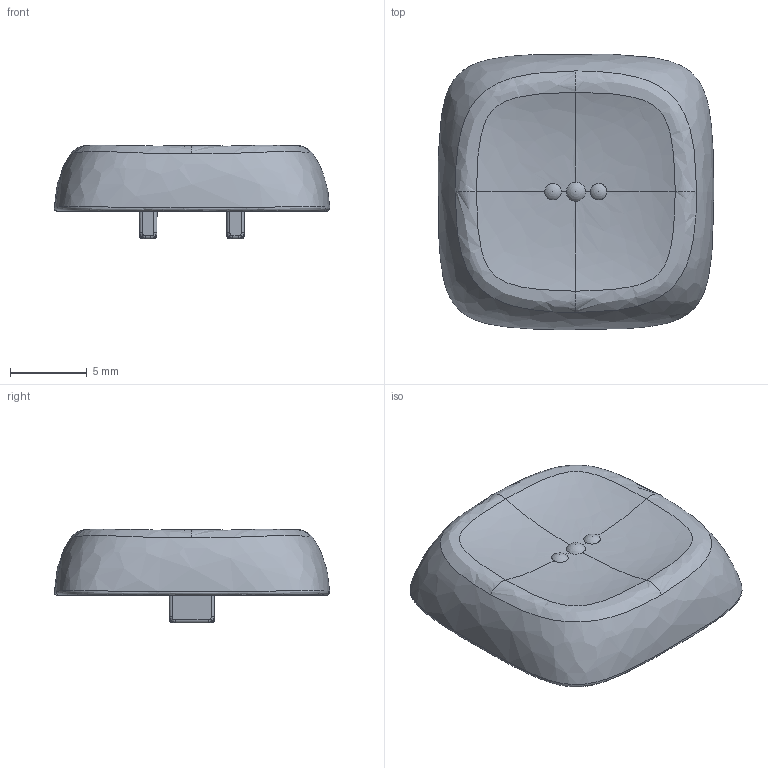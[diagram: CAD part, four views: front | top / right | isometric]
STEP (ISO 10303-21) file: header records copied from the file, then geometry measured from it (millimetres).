
FILE_DESCRIPTION(/* description */ (''),/* implementation_level */ '2;1');
FILE_NAME(/* name */ '[MX] Normal Homing v3.step',/* time_stamp */ '2025-05-10T15:27:37+07:00',/* author */ (''),/* organization */ (''),/* preprocessor_version */ 'ST-DEVELOPER v20.1',/* originating_system */ 'Autodesk Translation Framework v14.4.0.0',/* authorisation */ '');
FILE_SCHEMA (('AUTOMOTIVE_DESIGN { 1 0 10303 214 3 1 1 }'));
Length unit declared in the file: millimetre
Products named in the file (1): [MX] Normal Homing
Bounding box: 17.97 x 17.96 x 6.13 mm (x, y, z)
Volume: 638.1 mm3; surface area: 888.5 mm2
Topology: 1 solids, 1 shells, 151 faces, 389 edges, 238 vertices
Faces by surface type: bspline 112, cylinder 24, plane 12, sphere 3
Entity records: 19742 total; most frequent: CARTESIAN_POINT 16514, ORIENTED_EDGE 768, DIRECTION 533, EDGE_CURVE 384, AXIS2_PLACEMENT_3D 242, VERTEX_POINT 238, CIRCLE 202, EDGE_LOOP 154
